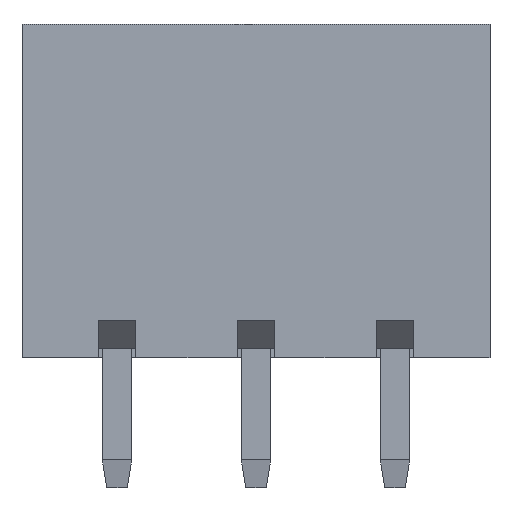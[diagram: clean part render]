
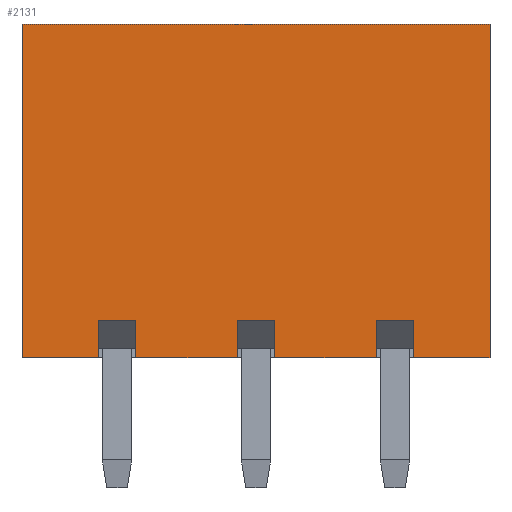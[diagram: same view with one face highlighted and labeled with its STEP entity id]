
A CAD part, front view. The second image highlights one B-rep face of the part: STEP entity #2131.
In plain terms, the highlighted planar face has unit normal (0, -1, 0).
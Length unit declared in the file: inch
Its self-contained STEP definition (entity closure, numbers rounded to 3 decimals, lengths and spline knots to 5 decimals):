
#13=DIRECTION('',(1.,0.,0.));
#14=VECTOR('',#13,0.505);
#15=CARTESIAN_POINT('',(-0.2525,0.,0.));
#16=LINE('',#15,#14);
#192=DIRECTION('',(0.,0.,1.));
#193=VECTOR('',#192,0.04);
#194=CARTESIAN_POINT('',(-0.17,0.,-0.36));
#195=LINE('',#194,#193);
#196=DIRECTION('',(0.,0.,-1.));
#197=VECTOR('',#196,0.36);
#198=CARTESIAN_POINT('',(-0.2525,0.,0.));
#199=LINE('',#198,#197);
#200=DIRECTION('',(0.,0.,1.));
#201=VECTOR('',#200,0.04);
#202=CARTESIAN_POINT('',(0.17,0.,-0.36));
#203=LINE('',#202,#201);
#204=DIRECTION('',(1.,0.,0.));
#205=VECTOR('',#204,0.04);
#206=CARTESIAN_POINT('',(0.13,0.,-0.32));
#207=LINE('',#206,#205);
#208=DIRECTION('',(0.,0.,1.));
#209=VECTOR('',#208,0.04);
#210=CARTESIAN_POINT('',(0.13,0.,-0.36));
#211=LINE('',#210,#209);
#212=DIRECTION('',(0.,0.,1.));
#213=VECTOR('',#212,0.04);
#214=CARTESIAN_POINT('',(0.02,0.,-0.36));
#215=LINE('',#214,#213);
#216=DIRECTION('',(1.,0.,0.));
#217=VECTOR('',#216,0.04);
#218=CARTESIAN_POINT('',(-0.02,0.,-0.32));
#219=LINE('',#218,#217);
#220=DIRECTION('',(0.,0.,1.));
#221=VECTOR('',#220,0.04);
#222=CARTESIAN_POINT('',(-0.02,0.,-0.36));
#223=LINE('',#222,#221);
#224=DIRECTION('',(0.,0.,1.));
#225=VECTOR('',#224,0.04);
#226=CARTESIAN_POINT('',(-0.13,0.,-0.36));
#227=LINE('',#226,#225);
#228=DIRECTION('',(1.,0.,0.));
#229=VECTOR('',#228,0.04);
#230=CARTESIAN_POINT('',(-0.17,0.,-0.32));
#231=LINE('',#230,#229);
#292=DIRECTION('',(1.,0.,0.));
#293=VECTOR('',#292,0.11);
#294=CARTESIAN_POINT('',(-0.13,0.,-0.36));
#295=LINE('',#294,#293);
#308=DIRECTION('',(1.,0.,0.));
#309=VECTOR('',#308,0.11);
#310=CARTESIAN_POINT('',(0.02,0.,-0.36));
#311=LINE('',#310,#309);
#324=DIRECTION('',(1.,0.,0.));
#325=VECTOR('',#324,0.0825);
#326=CARTESIAN_POINT('',(0.17,0.,-0.36));
#327=LINE('',#326,#325);
#340=DIRECTION('',(1.,0.,0.));
#341=VECTOR('',#340,0.0825);
#342=CARTESIAN_POINT('',(-0.2525,0.,-0.36));
#343=LINE('',#342,#341);
#1142=DIRECTION('',(0.,0.,-1.));
#1143=VECTOR('',#1142,0.36);
#1144=CARTESIAN_POINT('',(0.2525,0.,0.));
#1145=LINE('',#1144,#1143);
#1502=CARTESIAN_POINT('',(-0.2525,0.,0.));
#1504=VERTEX_POINT('',#1502);
#1505=CARTESIAN_POINT('',(0.2525,0.,0.));
#1506=VERTEX_POINT('',#1505);
#1510=CARTESIAN_POINT('',(-0.2525,0.,-0.36));
#1512=VERTEX_POINT('',#1510);
#1513=CARTESIAN_POINT('',(0.2525,0.,-0.36));
#1515=VERTEX_POINT('',#1513);
#1657=CARTESIAN_POINT('',(0.13,0.,-0.36));
#1659=VERTEX_POINT('',#1657);
#1661=CARTESIAN_POINT('',(0.17,0.,-0.36));
#1663=VERTEX_POINT('',#1661);
#1665=CARTESIAN_POINT('',(0.13,0.,-0.32));
#1666=VERTEX_POINT('',#1665);
#1667=CARTESIAN_POINT('',(0.17,0.,-0.32));
#1668=VERTEX_POINT('',#1667);
#1743=CARTESIAN_POINT('',(-0.02,0.,-0.32));
#1744=VERTEX_POINT('',#1743);
#1747=CARTESIAN_POINT('',(0.02,0.,-0.32));
#1748=VERTEX_POINT('',#1747);
#1855=CARTESIAN_POINT('',(-0.17,0.,-0.32));
#1856=VERTEX_POINT('',#1855);
#1859=CARTESIAN_POINT('',(-0.13,0.,-0.32));
#1860=VERTEX_POINT('',#1859);
#1913=CARTESIAN_POINT('',(-0.02,0.,-0.36));
#1914=VERTEX_POINT('',#1913);
#1915=CARTESIAN_POINT('',(0.02,0.,-0.36));
#1916=VERTEX_POINT('',#1915);
#1953=CARTESIAN_POINT('',(-0.17,0.,-0.36));
#1954=VERTEX_POINT('',#1953);
#1955=CARTESIAN_POINT('',(-0.13,0.,-0.36));
#1956=VERTEX_POINT('',#1955);
#2094=CARTESIAN_POINT('',(-0.2525,0.,0.));
#2095=DIRECTION('',(0.,-1.,0.));
#2096=DIRECTION('',(1.,0.,0.));
#2097=AXIS2_PLACEMENT_3D('',#2094,#2095,#2096);
#2098=PLANE('',#2097);
#2100=ORIENTED_EDGE('',*,*,#2099,.F.);
#2102=ORIENTED_EDGE('',*,*,#2101,.F.);
#2103=ORIENTED_EDGE('',*,*,#2085,.F.);
#2104=ORIENTED_EDGE('',*,*,#1984,.T.);
#2106=ORIENTED_EDGE('',*,*,#2105,.T.);
#2108=ORIENTED_EDGE('',*,*,#2107,.F.);
#2110=ORIENTED_EDGE('',*,*,#2109,.T.);
#2112=ORIENTED_EDGE('',*,*,#2111,.F.);
#2114=ORIENTED_EDGE('',*,*,#2113,.F.);
#2116=ORIENTED_EDGE('',*,*,#2115,.F.);
#2118=ORIENTED_EDGE('',*,*,#2117,.T.);
#2120=ORIENTED_EDGE('',*,*,#2119,.F.);
#2122=ORIENTED_EDGE('',*,*,#2121,.F.);
#2124=ORIENTED_EDGE('',*,*,#2123,.F.);
#2126=ORIENTED_EDGE('',*,*,#2125,.T.);
#2128=ORIENTED_EDGE('',*,*,#2127,.F.);
#2129=EDGE_LOOP('',(#2100,#2102,#2103,#2104,#2106,#2108,#2110,#2112,#2114,#2116,
#2118,#2120,#2122,#2124,#2126,#2128));
#2130=FACE_OUTER_BOUND('',#2129,.F.);
#2131=ADVANCED_FACE('',(#2130),#2098,.T.);
#1984=EDGE_CURVE('',#1504,#1506,#16,.T.);
#2085=EDGE_CURVE('',#1504,#1512,#199,.T.);
#2099=EDGE_CURVE('',#1954,#1856,#195,.T.);
#2101=EDGE_CURVE('',#1512,#1954,#343,.T.);
#2105=EDGE_CURVE('',#1506,#1515,#1145,.T.);
#2107=EDGE_CURVE('',#1663,#1515,#327,.T.);
#2109=EDGE_CURVE('',#1663,#1668,#203,.T.);
#2111=EDGE_CURVE('',#1666,#1668,#207,.T.);
#2113=EDGE_CURVE('',#1659,#1666,#211,.T.);
#2115=EDGE_CURVE('',#1916,#1659,#311,.T.);
#2117=EDGE_CURVE('',#1916,#1748,#215,.T.);
#2119=EDGE_CURVE('',#1744,#1748,#219,.T.);
#2121=EDGE_CURVE('',#1914,#1744,#223,.T.);
#2123=EDGE_CURVE('',#1956,#1914,#295,.T.);
#2125=EDGE_CURVE('',#1956,#1860,#227,.T.);
#2127=EDGE_CURVE('',#1856,#1860,#231,.T.);
